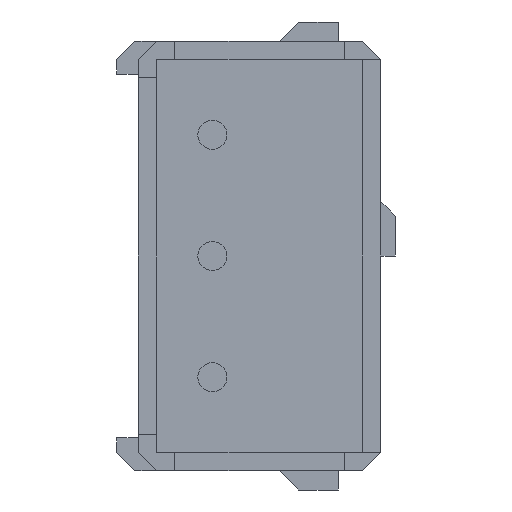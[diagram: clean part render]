
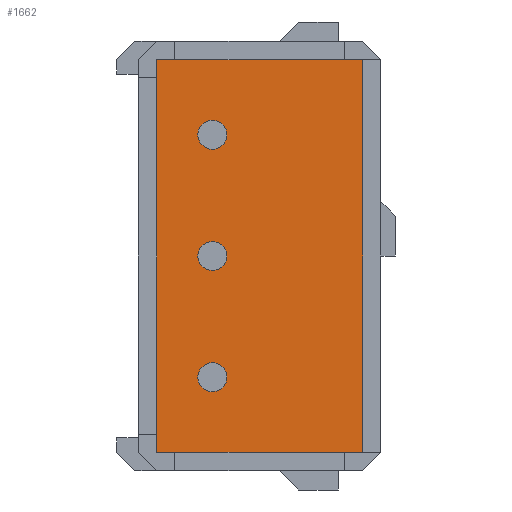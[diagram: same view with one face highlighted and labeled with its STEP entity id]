
A CAD part, front view. The second image highlights one B-rep face of the part: STEP entity #1662.
In plain terms, the highlighted planar face has unit normal (0, -1, 0).
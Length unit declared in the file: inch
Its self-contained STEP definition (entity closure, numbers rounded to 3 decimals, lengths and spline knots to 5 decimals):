
#181=LINE('',#2617,#396);
#183=LINE('',#2621,#398);
#189=LINE('',#2632,#404);
#191=LINE('',#2638,#406);
#396=VECTOR('',#2119,39.37008);
#398=VECTOR('',#2123,39.37008);
#404=VECTOR('',#2135,39.37008);
#406=VECTOR('',#2145,39.37008);
#768=ORIENTED_EDGE('',*,*,#1099,.F.);
#769=ORIENTED_EDGE('',*,*,#1101,.F.);
#770=ORIENTED_EDGE('',*,*,#1093,.F.);
#771=ORIENTED_EDGE('',*,*,#1091,.F.);
#1091=EDGE_CURVE('',#1276,#1277,#181,.T.);
#1093=EDGE_CURVE('',#1277,#1278,#183,.T.);
#1099=EDGE_CURVE('',#1279,#1276,#189,.T.);
#1101=EDGE_CURVE('',#1278,#1279,#191,.T.);
#1276=VERTEX_POINT('',#2616);
#1277=VERTEX_POINT('',#2618);
#1278=VERTEX_POINT('',#2622);
#1279=VERTEX_POINT('',#2631);
#1377=EDGE_LOOP('',(#768,#769,#770,#771));
#1483=FACE_BOUND('',#1377,.T.);
#1571=PLANE('',#1804);
#1662=ADVANCED_FACE('',(#1483),#1571,.F.);
#1804=AXIS2_PLACEMENT_3D('',#2639,#2146,#2147);
#2119=DIRECTION('',(0.,0.,1.));
#2123=DIRECTION('',(1.,0.,0.));
#2135=DIRECTION('',(-1.,0.,0.));
#2145=DIRECTION('',(0.,0.,-1.));
#2146=DIRECTION('',(0.,1.,0.));
#2147=DIRECTION('',(0.,0.,1.));
#2616=CARTESIAN_POINT('',(-0.085,-0.303,-0.162));
#2617=CARTESIAN_POINT('',(-0.085,-0.303,-0.162));
#2618=CARTESIAN_POINT('',(-0.085,-0.303,0.162));
#2621=CARTESIAN_POINT('',(-0.085,-0.303,0.162));
#2622=CARTESIAN_POINT('',(0.085,-0.303,0.162));
#2631=CARTESIAN_POINT('',(0.085,-0.303,-0.162));
#2632=CARTESIAN_POINT('',(0.085,-0.303,-0.162));
#2638=CARTESIAN_POINT('',(0.085,-0.303,0.162));
#2639=CARTESIAN_POINT('',(0.,-0.303,0.));
